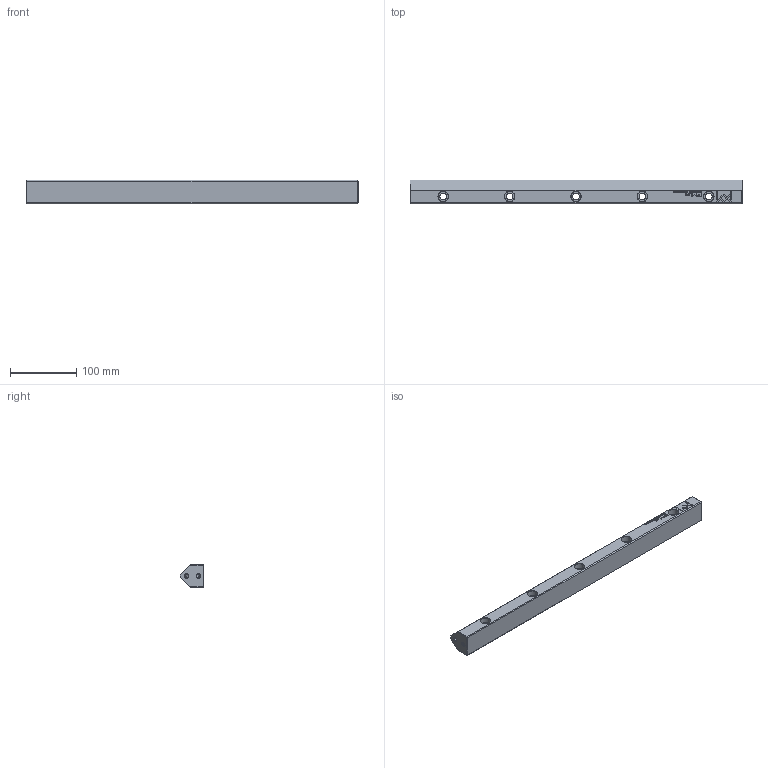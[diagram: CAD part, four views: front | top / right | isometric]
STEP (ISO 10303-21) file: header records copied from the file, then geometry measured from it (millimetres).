
FILE_DESCRIPTION(/* description */ (''),/* implementation_level */ '2;1');
FILE_NAME(/* name */ 'Rail V-6035x500.stp',/* time_stamp */ '2025-02-13T08:09:12+01:00',/* author */ (''),/* organization */ (''),/* preprocessor_version */ 'ST-DEVELOPER v16.7',/* originating_system */ 'SIEMENS PLM Software NX 12.0',/* authorisation */ '');
FILE_SCHEMA (('AUTOMOTIVE_DESIGN { 1 0 10303 214 3 1 1 1 }'));
Length unit declared in the file: millimetre
Products named in the file (1): Rail V-6035x500_step_stp
Bounding box: 500 x 35.5 x 35 mm (x, y, z)
Volume: 480677.9 mm3; surface area: 68773.5 mm2
Topology: 1 solids, 1 shells, 342 faces, 893 edges, 591 vertices
Faces by surface type: plane 220, bspline 90, cone 18, cylinder 14
Full cylindrical faces by diameter (mm): 5.188 x4, 10 x5, 15 x5
Entity records: 12702 total; most frequent: CARTESIAN_POINT 3023, ORIENTED_EDGE 1704, DIRECTION 1220, EDGE_CURVE 852, LINE 630, VECTOR 630, VERTEX_POINT 586, EDGE_LOOP 422
